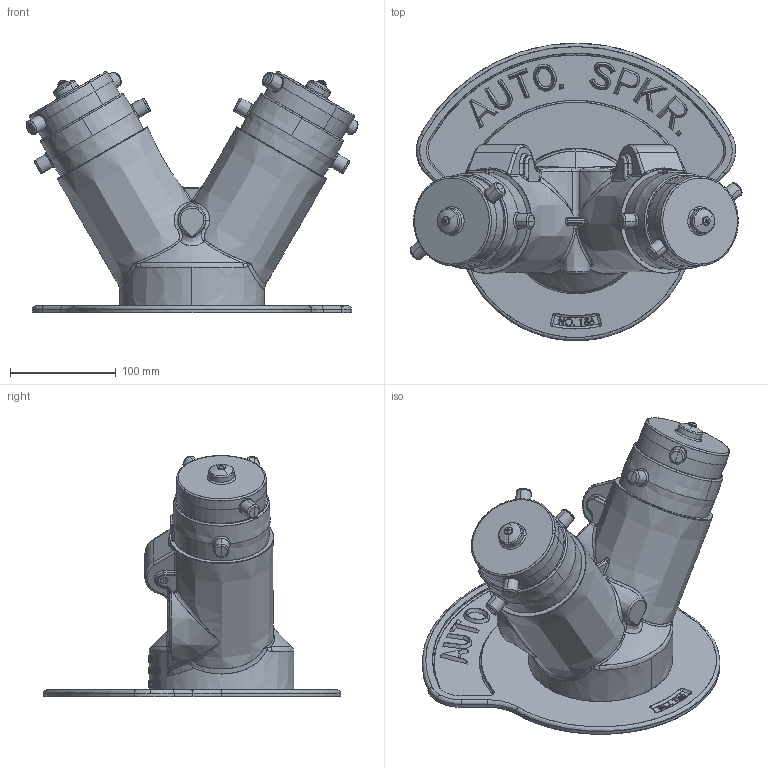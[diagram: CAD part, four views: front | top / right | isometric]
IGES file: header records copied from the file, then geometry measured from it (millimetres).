
Start section: SolidWorks IGES file using analytic representation for surfaces
Global section: file name: 156(2.5X2.5X4)00498001.IGS; native system: SolidWorks 2019; preprocessor: SolidWorks 2019; author: tmott; date: 210510.131141; units: inch
Bounding box: 313.45 x 281 x 227.58 mm (x, y, z)
Surface area: 400810.6 mm2 (no closed solid volume)
Topology: 0 solids, 0 shells, 1577 faces, 20413 edges, 20369 vertices
Faces by surface type: bspline 1251, revolution 326
